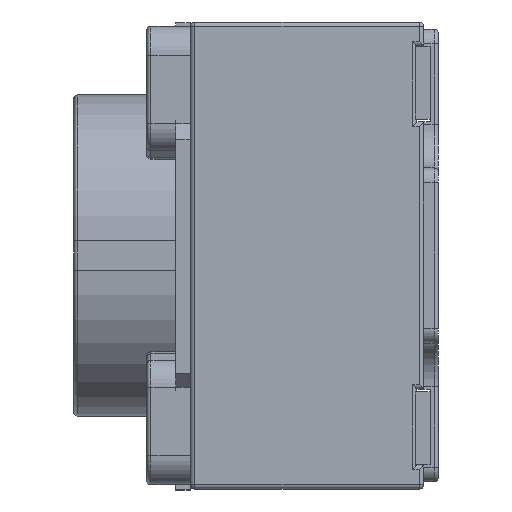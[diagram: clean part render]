
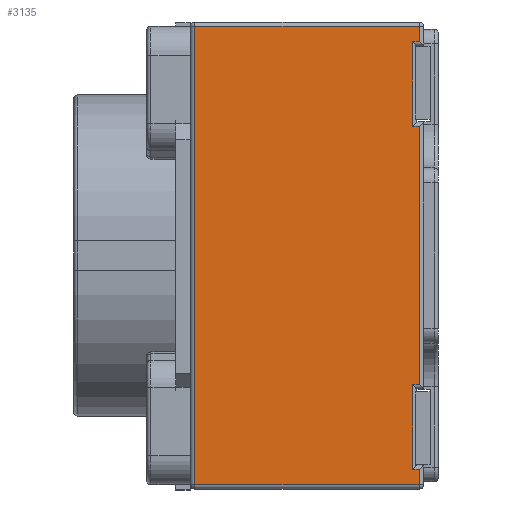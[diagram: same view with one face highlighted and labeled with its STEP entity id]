
A CAD part, left-side view. The second image highlights one B-rep face of the part: STEP entity #3135.
In plain terms, the highlighted planar face has unit normal (-1, 0, 0).
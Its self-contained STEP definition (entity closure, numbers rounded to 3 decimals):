
#336 = EDGE_CURVE ( 'NONE', #8627, #5767, #7637, .T. ) ;
#352 = VERTEX_POINT ( 'NONE', #9182 ) ;
#489 = EDGE_CURVE ( 'NONE', #4775, #1720, #8723, .T. ) ;
#584 = ORIENTED_EDGE ( 'NONE', *, *, #8607, .T. ) ;
#825 = DIRECTION ( 'NONE',  ( 1., 0., 0. ) ) ;
#883 = EDGE_CURVE ( 'NONE', #352, #6400, #8284, .T. ) ;
#901 = CARTESIAN_POINT ( 'NONE',  ( -2.1, 0.077, -0.885 ) ) ;
#995 = CARTESIAN_POINT ( 'NONE',  ( -2.1, 0.03, 1.57 ) ) ;
#1035 = ORIENTED_EDGE ( 'NONE', *, *, #8393, .T. ) ;
#1070 = ORIENTED_EDGE ( 'NONE', *, *, #3824, .T. ) ;
#1271 = EDGE_CURVE ( 'NONE', #1908, #3263, #5688, .T. ) ;
#1299 = DIRECTION ( 'NONE',  ( 0., 1., 0. ) ) ;
#1405 = CARTESIAN_POINT ( 'NONE',  ( -2.1, 1.57, 1.57 ) ) ;
#1507 = CARTESIAN_POINT ( 'NONE',  ( -2.1, 0.077, 1.465 ) ) ;
#1597 = VERTEX_POINT ( 'NONE', #7276 ) ;
#1616 = EDGE_CURVE ( 'NONE', #5767, #1597, #5569, .T. ) ;
#1720 = VERTEX_POINT ( 'NONE', #4605 ) ;
#1731 = CARTESIAN_POINT ( 'NONE',  ( -2.1, 1.6, -1.57 ) ) ;
#1740 = CARTESIAN_POINT ( 'NONE',  ( -2.1, 0.03, -1.465 ) ) ;
#1784 = ORIENTED_EDGE ( 'NONE', *, *, #489, .T. ) ;
#1798 = EDGE_CURVE ( 'NONE', #4508, #2413, #8853, .T. ) ;
#1908 = VERTEX_POINT ( 'NONE', #2071 ) ;
#2071 = CARTESIAN_POINT ( 'NONE',  ( -2.1, 0.03, -1.57 ) ) ;
#2276 = VECTOR ( 'NONE', #5325, 1000. ) ;
#2392 = EDGE_CURVE ( 'NONE', #1720, #2650, #2569, .T. ) ;
#2413 = VERTEX_POINT ( 'NONE', #3555 ) ;
#2569 = LINE ( 'NONE', #2800, #2913 ) ;
#2650 = VERTEX_POINT ( 'NONE', #995 ) ;
#2800 = CARTESIAN_POINT ( 'NONE',  ( -2.1, 0.03, -1.6 ) ) ;
#2913 = VECTOR ( 'NONE', #7083, 1000. ) ;
#2929 = VECTOR ( 'NONE', #3791, 1000. ) ;
#3029 = DIRECTION ( 'NONE',  ( 0., 0., -1. ) ) ;
#3135 = ADVANCED_FACE ( 'NONE', ( #7071 ), #8657, .F. ) ;
#3146 = DIRECTION ( 'NONE',  ( 0., -1., 0. ) ) ;
#3154 = CARTESIAN_POINT ( 'NONE',  ( -2.1, 1.6, -1.465 ) ) ;
#3263 = VERTEX_POINT ( 'NONE', #1740 ) ;
#3384 = EDGE_CURVE ( 'NONE', #1597, #4775, #6722, .T. ) ;
#3555 = CARTESIAN_POINT ( 'NONE',  ( -2.1, 1.57, -1.57 ) ) ;
#3791 = DIRECTION ( 'NONE',  ( 0., -1., 0. ) ) ;
#3824 = EDGE_CURVE ( 'NONE', #2413, #1908, #9034, .T. ) ;
#3932 = CARTESIAN_POINT ( 'NONE',  ( -2.1, 0.077, 1.435 ) ) ;
#4031 = CARTESIAN_POINT ( 'NONE',  ( -2.1, 0.03, -1.6 ) ) ;
#4095 = CARTESIAN_POINT ( 'NONE',  ( -2.1, 0.03, -0.885 ) ) ;
#4109 = VECTOR ( 'NONE', #5957, 1000. ) ;
#4471 = VECTOR ( 'NONE', #3146, 1000. ) ;
#4477 = DIRECTION ( 'NONE',  ( 0., -1., 0. ) ) ;
#4484 = VECTOR ( 'NONE', #9145, 1000. ) ;
#4508 = VERTEX_POINT ( 'NONE', #1405 ) ;
#4605 = CARTESIAN_POINT ( 'NONE',  ( -2.1, 0.03, 1.465 ) ) ;
#4775 = VERTEX_POINT ( 'NONE', #1507 ) ;
#5048 = DIRECTION ( 'NONE',  ( 0., 0., -1. ) ) ;
#5296 = ORIENTED_EDGE ( 'NONE', *, *, #336, .T. ) ;
#5325 = DIRECTION ( 'NONE',  ( 0., 1., 0. ) ) ;
#5368 = VECTOR ( 'NONE', #5048, 1000. ) ;
#5447 = DIRECTION ( 'NONE',  ( 0., 0., 1. ) ) ;
#5502 = CARTESIAN_POINT ( 'NONE',  ( -2.1, 0.03, -1.6 ) ) ;
#5569 = LINE ( 'NONE', #6754, #4109 ) ;
#5618 = CARTESIAN_POINT ( 'NONE',  ( -2.1, 1.57, -1.6 ) ) ;
#5688 = LINE ( 'NONE', #5502, #8486 ) ;
#5708 = ORIENTED_EDGE ( 'NONE', *, *, #6477, .T. ) ;
#5767 = VERTEX_POINT ( 'NONE', #5840 ) ;
#5840 = CARTESIAN_POINT ( 'NONE',  ( -2.1, 0.03, 0.885 ) ) ;
#5957 = DIRECTION ( 'NONE',  ( 0., 1., 0. ) ) ;
#6022 = VECTOR ( 'NONE', #5447, 1000. ) ;
#6140 = ORIENTED_EDGE ( 'NONE', *, *, #883, .T. ) ;
#6400 = VERTEX_POINT ( 'NONE', #901 ) ;
#6477 = EDGE_CURVE ( 'NONE', #6400, #8627, #8324, .T. ) ;
#6647 = VECTOR ( 'NONE', #1299, 1000. ) ;
#6662 = CARTESIAN_POINT ( 'NONE',  ( -2.1, 1.6, -0.885 ) ) ;
#6722 = LINE ( 'NONE', #3932, #6022 ) ;
#6723 = EDGE_LOOP ( 'NONE', ( #5708, #5296, #8209, #9170, #1784, #6881, #584, #7756, #1070, #7535, #1035, #6140 ) ) ;
#6725 = AXIS2_PLACEMENT_3D ( 'NONE', #7383, #825, #3029 ) ;
#6727 = VECTOR ( 'NONE', #4477, 1000. ) ;
#6754 = CARTESIAN_POINT ( 'NONE',  ( -2.1, 0.047, 0.885 ) ) ;
#6871 = LINE ( 'NONE', #8507, #6647 ) ;
#6881 = ORIENTED_EDGE ( 'NONE', *, *, #2392, .T. ) ;
#6885 = LINE ( 'NONE', #3154, #2276 ) ;
#7071 = FACE_OUTER_BOUND ( 'NONE', #6723, .T. ) ;
#7083 = DIRECTION ( 'NONE',  ( 0., 0., 1. ) ) ;
#7276 = CARTESIAN_POINT ( 'NONE',  ( -2.1, 0.077, 0.885 ) ) ;
#7305 = CARTESIAN_POINT ( 'NONE',  ( -2.1, 0., 1.465 ) ) ;
#7383 = CARTESIAN_POINT ( 'NONE',  ( -2.1, 1.6, -1.6 ) ) ;
#7535 = ORIENTED_EDGE ( 'NONE', *, *, #1271, .T. ) ;
#7637 = LINE ( 'NONE', #4031, #9063 ) ;
#7756 = ORIENTED_EDGE ( 'NONE', *, *, #1798, .T. ) ;
#7795 = CARTESIAN_POINT ( 'NONE',  ( -2.1, 0.077, -1.6 ) ) ;
#8209 = ORIENTED_EDGE ( 'NONE', *, *, #1616, .T. ) ;
#8284 = LINE ( 'NONE', #7795, #4484 ) ;
#8324 = LINE ( 'NONE', #6662, #2929 ) ;
#8393 = EDGE_CURVE ( 'NONE', #3263, #352, #6885, .T. ) ;
#8486 = VECTOR ( 'NONE', #9088, 1000. ) ;
#8507 = CARTESIAN_POINT ( 'NONE',  ( -2.1, 1.6, 1.57 ) ) ;
#8561 = DIRECTION ( 'NONE',  ( 0., 0., 1. ) ) ;
#8607 = EDGE_CURVE ( 'NONE', #2650, #4508, #6871, .T. ) ;
#8627 = VERTEX_POINT ( 'NONE', #4095 ) ;
#8657 = PLANE ( 'NONE',  #6725 ) ;
#8723 = LINE ( 'NONE', #7305, #6727 ) ;
#8853 = LINE ( 'NONE', #5618, #5368 ) ;
#9034 = LINE ( 'NONE', #1731, #4471 ) ;
#9063 = VECTOR ( 'NONE', #8561, 1000. ) ;
#9088 = DIRECTION ( 'NONE',  ( 0., 0., 1. ) ) ;
#9145 = DIRECTION ( 'NONE',  ( 0., 0., 1. ) ) ;
#9170 = ORIENTED_EDGE ( 'NONE', *, *, #3384, .T. ) ;
#9182 = CARTESIAN_POINT ( 'NONE',  ( -2.1, 0.077, -1.465 ) ) ;
